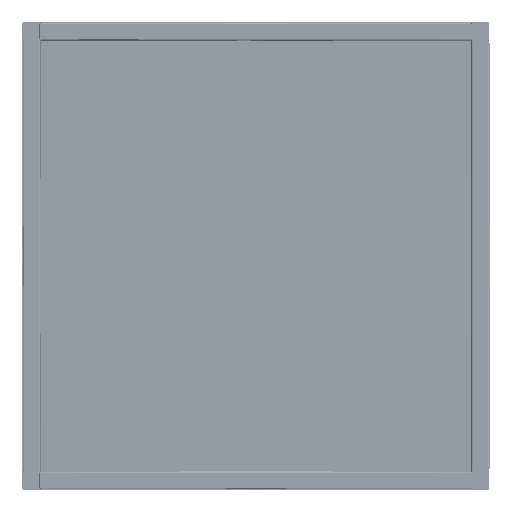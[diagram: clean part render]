
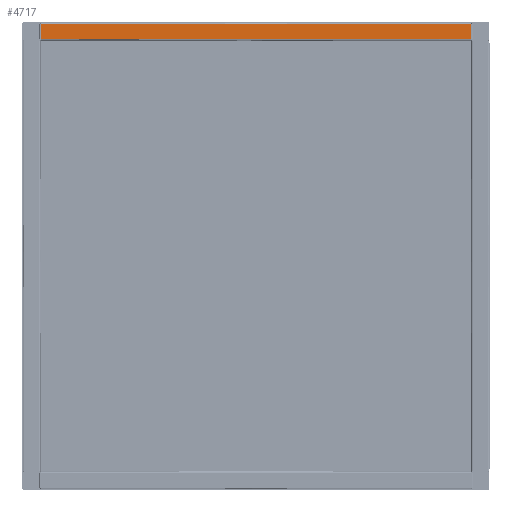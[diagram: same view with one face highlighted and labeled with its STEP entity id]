
A CAD part, front view. The second image highlights one B-rep face of the part: STEP entity #4717.
In plain terms, the highlighted free-form (B-spline) face has degree [1, 1] with [2, 2] control points.
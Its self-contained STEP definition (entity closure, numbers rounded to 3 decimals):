
#4690 = VERTEX_POINT('',#4691);
#4691 = CARTESIAN_POINT('',(-1470.368,571.119,
    201.291));
#4697 = EDGE_CURVE('',#4698,#4690,#4700,.T.);
#4698 = VERTEX_POINT('',#4699);
#4699 = CARTESIAN_POINT('',(-32.061,571.119,
    201.291));
#4700 = B_SPLINE_CURVE_WITH_KNOTS('',1,(#4701,#4702),.UNSPECIFIED.,.F.,
  .F.,(2,2),(40.,1000.),.PIECEWISE_BEZIER_KNOTS.);
#4701 = CARTESIAN_POINT('',(-32.061,571.119,
    201.291));
#4702 = CARTESIAN_POINT('',(-1470.368,571.119,
    201.291));
#4717 = ADVANCED_FACE('',(#4718),#4740,.T.);
#4718 = FACE_BOUND('',#4719,.T.);
#4719 = EDGE_LOOP('',(#4720,#4727,#4734,#4739));
#4720 = ORIENTED_EDGE('',*,*,#4721,.T.);
#4721 = EDGE_CURVE('',#4690,#4722,#4724,.T.);
#4722 = VERTEX_POINT('',#4723);
#4723 = CARTESIAN_POINT('',(-1470.368,571.119,
    150.351));
#4724 = B_SPLINE_CURVE_WITH_KNOTS('',1,(#4725,#4726),.UNSPECIFIED.,.F.,
  .F.,(2,2),(-8.5,25.5),.PIECEWISE_BEZIER_KNOTS.);
#4725 = CARTESIAN_POINT('',(-1470.368,571.119,
    201.291));
#4726 = CARTESIAN_POINT('',(-1470.368,571.119,
    150.351));
#4727 = ORIENTED_EDGE('',*,*,#4728,.F.);
#4728 = EDGE_CURVE('',#4729,#4722,#4731,.T.);
#4729 = VERTEX_POINT('',#4730);
#4730 = CARTESIAN_POINT('',(-32.061,571.119,
    150.351));
#4731 = B_SPLINE_CURVE_WITH_KNOTS('',1,(#4732,#4733),.UNSPECIFIED.,.F.,
  .F.,(2,2),(40.,1000.),.PIECEWISE_BEZIER_KNOTS.);
#4732 = CARTESIAN_POINT('',(-32.061,571.119,
    150.351));
#4733 = CARTESIAN_POINT('',(-1470.368,571.119,
    150.351));
#4734 = ORIENTED_EDGE('',*,*,#4735,.F.);
#4735 = EDGE_CURVE('',#4698,#4729,#4736,.T.);
#4736 = B_SPLINE_CURVE_WITH_KNOTS('',1,(#4737,#4738),.UNSPECIFIED.,.F.,
  .F.,(2,2),(-8.5,25.5),.PIECEWISE_BEZIER_KNOTS.);
#4737 = CARTESIAN_POINT('',(-32.061,571.119,
    201.291));
#4738 = CARTESIAN_POINT('',(-32.061,571.119,
    150.351));
#4739 = ORIENTED_EDGE('',*,*,#4697,.T.);
#4740 = B_SPLINE_SURFACE_WITH_KNOTS('',1,1,(
    (#4741,#4742)
    ,(#4743,#4744
    )),.UNSPECIFIED.,.F.,.F.,.F.,(2,2),(2,2),(40.,1000.),(0.,34.),
  .PIECEWISE_BEZIER_KNOTS.);
#4741 = CARTESIAN_POINT('',(-32.061,571.119,
    201.291));
#4742 = CARTESIAN_POINT('',(-32.061,571.119,
    150.351));
#4743 = CARTESIAN_POINT('',(-1470.368,571.119,
    201.291));
#4744 = CARTESIAN_POINT('',(-1470.368,571.119,
    150.351));
